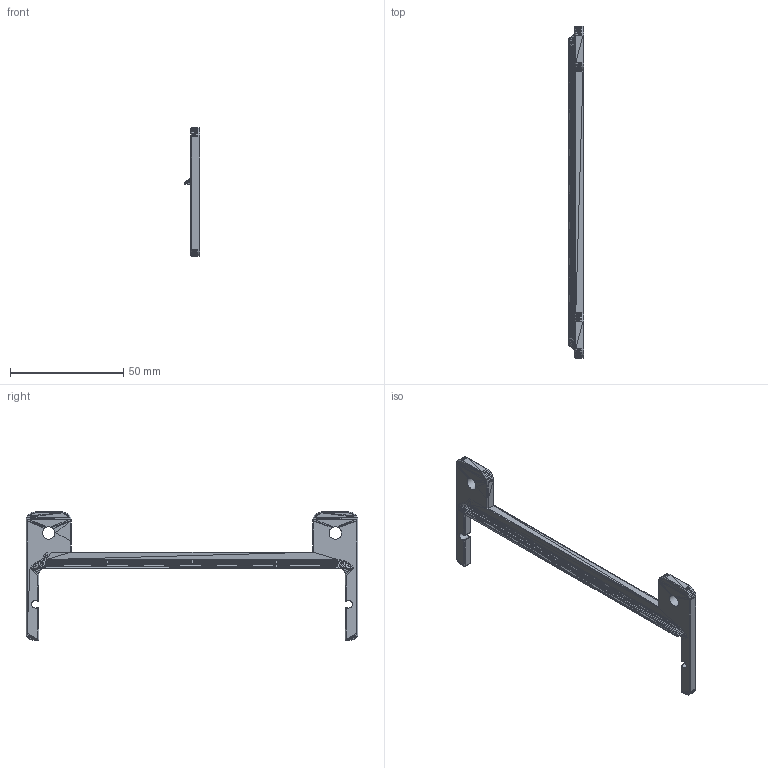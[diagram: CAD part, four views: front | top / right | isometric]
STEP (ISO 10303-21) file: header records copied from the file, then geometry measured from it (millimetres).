
FILE_DESCRIPTION(/* description */ (''),/* implementation_level */ '2;1');
FILE_NAME(/* name */ '',/* time_stamp */ '2025-06-22T16:29:58+03:00',/* author */ (''),/* organization */ (''),/* preprocessor_version */ 'ST-DEVELOPER v20.1',/* originating_system */ 'Autodesk Translation Framework v14.10.0.0',/* authorisation */ '');
FILE_SCHEMA (('AUTOMOTIVE_DESIGN { 1 0 10303 214 3 1 1 }'));
Length unit declared in the file: millimetre
Products named in the file (1): exhaust-mount_默认.STEP_默认
Bounding box: 7 x 146.4 x 56.6 mm (x, y, z)
Surface area: 6628.5 mm2 (no closed solid volume)
Topology: 0 solids, 1 shells, 1119 faces, 1791 edges, 670 vertices
Faces by surface type: plane 1107, cylinder 12
Full cylindrical faces by diameter (mm): 5.5 x2
Entity records: 23575 total; most frequent: DIRECTION 4164, CARTESIAN_POINT 3724, ORIENTED_EDGE 3720, EDGE_CURVE 1860, LINE 1796, VECTOR 1796, AXIS2_PLACEMENT_3D 1184, EDGE_LOOP 1124
